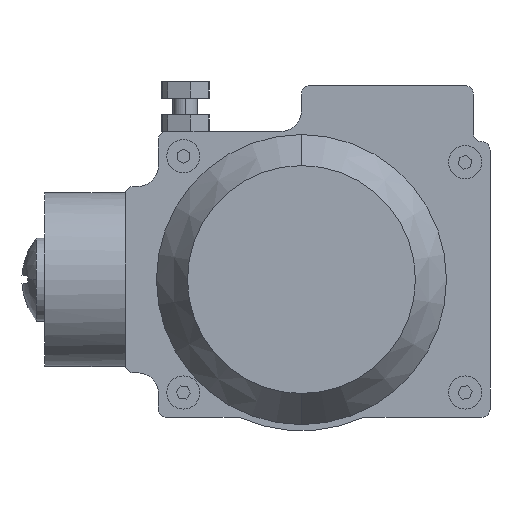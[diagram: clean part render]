
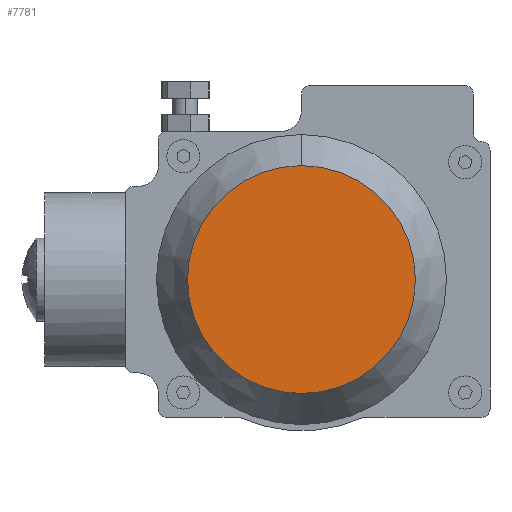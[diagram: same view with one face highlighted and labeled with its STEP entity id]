
A CAD part, left-side view. The second image highlights one B-rep face of the part: STEP entity #7781.
In plain terms, the highlighted planar face has unit normal (-1, 0, 0).
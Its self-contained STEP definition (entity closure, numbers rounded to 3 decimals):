
#836 = PLANE ( 'NONE',  #1170 ) ;
#1098 = VERTEX_POINT ( 'NONE', #9788 ) ;
#1170 = AXIS2_PLACEMENT_3D ( 'NONE', #15961, #3510, #2440 ) ;
#1638 = DIRECTION ( 'NONE',  ( 0., 0., -1. ) ) ;
#2440 = DIRECTION ( 'NONE',  ( 0., 0., 1. ) ) ;
#3510 = DIRECTION ( 'NONE',  ( -1., 0., 0. ) ) ;
#5662 = ORIENTED_EDGE ( 'NONE', *, *, #13518, .F. ) ;
#5961 = CIRCLE ( 'NONE', #11648, 27.5 ) ;
#7513 = CIRCLE ( 'NONE', #13696, 27.5 ) ;
#7712 = EDGE_LOOP ( 'NONE', ( #5662, #10269 ) ) ;
#7781 = ADVANCED_FACE ( 'NONE', ( #11965 ), #836, .T. ) ;
#9788 = CARTESIAN_POINT ( 'NONE',  ( -90.5, 0., 27.5 ) ) ;
#10269 = ORIENTED_EDGE ( 'NONE', *, *, #14055, .F. ) ;
#11457 = CARTESIAN_POINT ( 'NONE',  ( -90.5, 0., 0. ) ) ;
#11648 = AXIS2_PLACEMENT_3D ( 'NONE', #11457, #12489, #12569 ) ;
#11851 = CARTESIAN_POINT ( 'NONE',  ( -90.5, 0., -27.5 ) ) ;
#11965 = FACE_OUTER_BOUND ( 'NONE', #7712, .T. ) ;
#12489 = DIRECTION ( 'NONE',  ( 1., 0., 0. ) ) ;
#12569 = DIRECTION ( 'NONE',  ( 0., 0., -1. ) ) ;
#12778 = CARTESIAN_POINT ( 'NONE',  ( -90.5, 0., 0. ) ) ;
#13518 = EDGE_CURVE ( 'NONE', #15243, #1098, #7513, .T. ) ;
#13696 = AXIS2_PLACEMENT_3D ( 'NONE', #12778, #15122, #1638 ) ;
#14055 = EDGE_CURVE ( 'NONE', #1098, #15243, #5961, .T. ) ;
#15122 = DIRECTION ( 'NONE',  ( 1., 0., 0. ) ) ;
#15243 = VERTEX_POINT ( 'NONE', #11851 ) ;
#15961 = CARTESIAN_POINT ( 'NONE',  ( -90.5, 27.5, 0. ) ) ;
